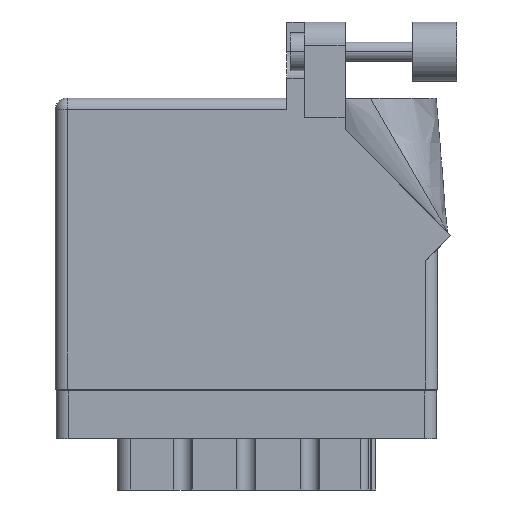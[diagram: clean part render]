
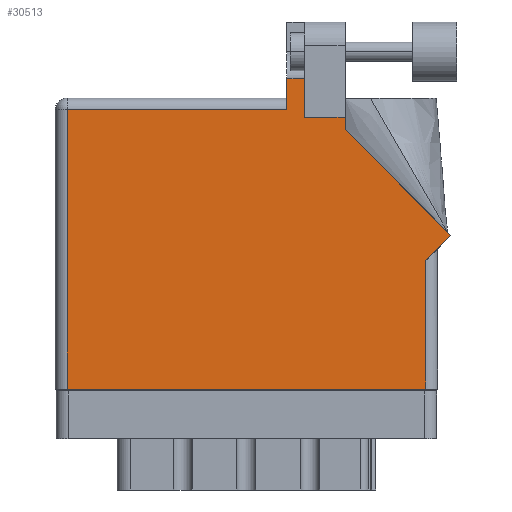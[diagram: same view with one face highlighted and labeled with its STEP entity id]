
A CAD part, front view. The second image highlights one B-rep face of the part: STEP entity #30513.
In plain terms, the highlighted face is planar.
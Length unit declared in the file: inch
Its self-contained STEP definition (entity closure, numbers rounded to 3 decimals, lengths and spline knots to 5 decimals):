
#783 = DIRECTION ( 'NONE',  ( -1., 0., 0. ) ) ;
#897 = CARTESIAN_POINT ( 'NONE',  ( 0.062, 0., 0. ) ) ;
#1368 = FACE_OUTER_BOUND ( 'NONE', #34088, .T. ) ;
#1459 = VERTEX_POINT ( 'NONE', #27452 ) ;
#2270 = VERTEX_POINT ( 'NONE', #26999 ) ;
#2572 = CARTESIAN_POINT ( 'NONE',  ( 1.217, 1.468, 0. ) ) ;
#2944 = CARTESIAN_POINT ( 'NONE',  ( 2.08071, 0.80771, 0. ) ) ;
#3111 = EDGE_CURVE ( 'NONE', #30994, #1459, #31755, .T. ) ;
#3821 = CARTESIAN_POINT ( 'NONE',  ( 1.311, 1.6315, 0. ) ) ;
#4203 = LINE ( 'NONE', #17510, #37296 ) ;
#4736 = CARTESIAN_POINT ( 'NONE',  ( 0., 1.53, 0. ) ) ;
#4878 = ORIENTED_EDGE ( 'NONE', *, *, #10471, .T. ) ;
#5984 = EDGE_CURVE ( 'NONE', #1459, #26789, #21210, .T. ) ;
#7419 = VECTOR ( 'NONE', #12974, 39.37008 ) ;
#7524 = DIRECTION ( 'NONE',  ( 0., 0., -1. ) ) ;
#8164 = CARTESIAN_POINT ( 'NONE',  ( 1.948, 0.737, 0. ) ) ;
#8481 = CARTESIAN_POINT ( 'NONE',  ( 1.217, 1.6315, 0. ) ) ;
#8646 = CARTESIAN_POINT ( 'NONE',  ( 1.524, 1.36442, 0. ) ) ;
#9078 = VECTOR ( 'NONE', #26914, 39.37008 ) ;
#9295 = EDGE_CURVE ( 'NONE', #32236, #30994, #18220, .T. ) ;
#9547 = CARTESIAN_POINT ( 'NONE',  ( 1.524, 1.43, 0. ) ) ;
#9668 = ORIENTED_EDGE ( 'NONE', *, *, #30688, .T. ) ;
#10432 = VECTOR ( 'NONE', #16631, 39.37008 ) ;
#10471 = EDGE_CURVE ( 'NONE', #13602, #32236, #26363, .T. ) ;
#10553 = VERTEX_POINT ( 'NONE', #12874 ) ;
#11754 = ORIENTED_EDGE ( 'NONE', *, *, #5984, .T. ) ;
#12152 = CARTESIAN_POINT ( 'NONE',  ( 0., 1.468, 0. ) ) ;
#12164 = CARTESIAN_POINT ( 'NONE',  ( 0., 0., 0. ) ) ;
#12874 = CARTESIAN_POINT ( 'NONE',  ( 2.08071, 0.80771, 0. ) ) ;
#12974 = DIRECTION ( 'NONE',  ( 0., 1., 0. ) ) ;
#13075 = CARTESIAN_POINT ( 'NONE',  ( 1.217, 1.53, 0. ) ) ;
#13398 = DIRECTION ( 'NONE',  ( -1., 0., 0. ) ) ;
#13600 = EDGE_CURVE ( 'NONE', #2270, #36691, #28885, .T. ) ;
#13602 = VERTEX_POINT ( 'NONE', #2572 ) ;
#13859 = ORIENTED_EDGE ( 'NONE', *, *, #30334, .T. ) ;
#13972 = DIRECTION ( 'NONE',  ( 0., 1., 0. ) ) ;
#14764 = LINE ( 'NONE', #16090, #24759 ) ;
#14982 = VECTOR ( 'NONE', #783, 39.37008 ) ;
#15119 = LINE ( 'NONE', #27978, #7419 ) ;
#15580 = EDGE_CURVE ( 'NONE', #26789, #10553, #4203, .T. ) ;
#15888 = VECTOR ( 'NONE', #23765, 39.37008 ) ;
#15982 = ORIENTED_EDGE ( 'NONE', *, *, #9295, .T. ) ;
#16019 = DIRECTION ( 'NONE',  ( -1., 0., 0. ) ) ;
#16090 = CARTESIAN_POINT ( 'NONE',  ( 1.64177, 1.6315, 0. ) ) ;
#16631 = DIRECTION ( 'NONE',  ( -0.707, 0.707, 0. ) ) ;
#17510 = CARTESIAN_POINT ( 'NONE',  ( 2.01, 0.737, 0. ) ) ;
#18220 = LINE ( 'NONE', #36499, #22738 ) ;
#18273 = DIRECTION ( 'NONE',  ( 0., 1., 0. ) ) ;
#20323 = LINE ( 'NONE', #13075, #34800 ) ;
#20930 = EDGE_CURVE ( 'NONE', #36691, #32762, #14764, .T. ) ;
#21157 = AXIS2_PLACEMENT_3D ( 'NONE', #4736, #7524, #16019 ) ;
#21210 = LINE ( 'NONE', #8164, #23469 ) ;
#22047 = VECTOR ( 'NONE', #18273, 39.37008 ) ;
#22285 = VERTEX_POINT ( 'NONE', #26115 ) ;
#22576 = EDGE_CURVE ( 'NONE', #36537, #22285, #15119, .T. ) ;
#22708 = CARTESIAN_POINT ( 'NONE',  ( 1.311, 1.43, 0. ) ) ;
#22738 = VECTOR ( 'NONE', #33478, 39.37008 ) ;
#23469 = VECTOR ( 'NONE', #13972, 39.37008 ) ;
#23765 = DIRECTION ( 'NONE',  ( -1., 0., 0. ) ) ;
#24759 = VECTOR ( 'NONE', #13398, 39.37008 ) ;
#26115 = CARTESIAN_POINT ( 'NONE',  ( 1.524, 1.43, 0. ) ) ;
#26363 = LINE ( 'NONE', #12152, #14982 ) ;
#26789 = VERTEX_POINT ( 'NONE', #29417 ) ;
#26793 = CARTESIAN_POINT ( 'NONE',  ( 0.062, 1.468, 0. ) ) ;
#26914 = DIRECTION ( 'NONE',  ( 1., 0., 0. ) ) ;
#26999 = CARTESIAN_POINT ( 'NONE',  ( 1.311, 1.43, 0. ) ) ;
#27375 = ORIENTED_EDGE ( 'NONE', *, *, #31818, .T. ) ;
#27452 = CARTESIAN_POINT ( 'NONE',  ( 1.948, 0., 0. ) ) ;
#27824 = DIRECTION ( 'NONE',  ( 0., -1., 0. ) ) ;
#27978 = CARTESIAN_POINT ( 'NONE',  ( 1.524, 1.36442, 0. ) ) ;
#28128 = ORIENTED_EDGE ( 'NONE', *, *, #3111, .T. ) ;
#28609 = LINE ( 'NONE', #9547, #15888 ) ;
#28885 = LINE ( 'NONE', #22708, #22047 ) ;
#29072 = ORIENTED_EDGE ( 'NONE', *, *, #22576, .T. ) ;
#29169 = DIRECTION ( 'NONE',  ( 0.707, 0.707, 0. ) ) ;
#29417 = CARTESIAN_POINT ( 'NONE',  ( 1.948, 0.675, 0. ) ) ;
#30334 = EDGE_CURVE ( 'NONE', #22285, #2270, #28609, .T. ) ;
#30513 = ADVANCED_FACE ( 'NONE', ( #1368 ), #30846, .F. ) ;
#30688 = EDGE_CURVE ( 'NONE', #10553, #36537, #33546, .T. ) ;
#30846 = PLANE ( 'NONE',  #21157 ) ;
#30994 = VERTEX_POINT ( 'NONE', #897 ) ;
#31710 = ORIENTED_EDGE ( 'NONE', *, *, #20930, .T. ) ;
#31755 = LINE ( 'NONE', #12164, #9078 ) ;
#31818 = EDGE_CURVE ( 'NONE', #32762, #13602, #20323, .T. ) ;
#32236 = VERTEX_POINT ( 'NONE', #26793 ) ;
#32762 = VERTEX_POINT ( 'NONE', #8481 ) ;
#33478 = DIRECTION ( 'NONE',  ( 0., -1., 0. ) ) ;
#33546 = LINE ( 'NONE', #2944, #10432 ) ;
#34044 = ORIENTED_EDGE ( 'NONE', *, *, #13600, .T. ) ;
#34088 = EDGE_LOOP ( 'NONE', ( #34044, #31710, #27375, #4878, #15982, #28128, #11754, #35800, #9668, #29072, #13859 ) ) ;
#34800 = VECTOR ( 'NONE', #27824, 39.37008 ) ;
#35800 = ORIENTED_EDGE ( 'NONE', *, *, #15580, .T. ) ;
#36499 = CARTESIAN_POINT ( 'NONE',  ( 0.062, 0., 0. ) ) ;
#36537 = VERTEX_POINT ( 'NONE', #8646 ) ;
#36691 = VERTEX_POINT ( 'NONE', #3821 ) ;
#37296 = VECTOR ( 'NONE', #29169, 39.37008 ) ;
